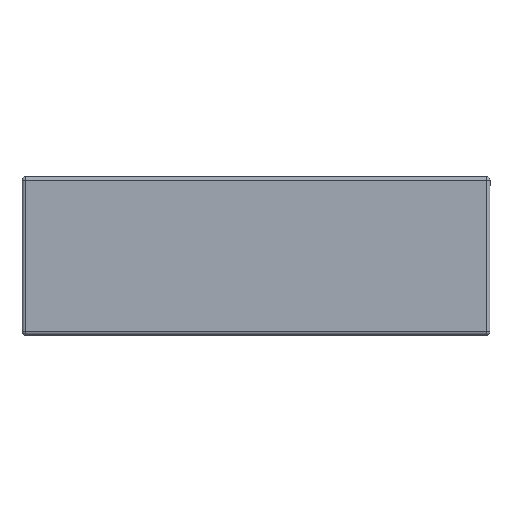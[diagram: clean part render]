
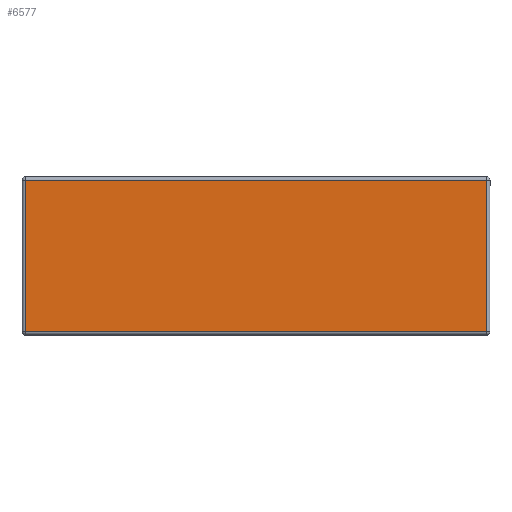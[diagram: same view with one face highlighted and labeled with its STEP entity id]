
A CAD part, top view. The second image highlights one B-rep face of the part: STEP entity #6577.
In plain terms, the highlighted planar face has unit normal (0, 0, 1).
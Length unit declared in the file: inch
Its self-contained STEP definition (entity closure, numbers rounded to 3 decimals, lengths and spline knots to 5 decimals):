
#797=PLANE('',#7183);
#856=LINE('',#9905,#1090);
#860=LINE('',#9918,#1094);
#862=LINE('',#9921,#1096);
#864=LINE('',#9924,#1098);
#1090=VECTOR('',#8034,0.3937);
#1094=VECTOR('',#8050,0.3937);
#1096=VECTOR('',#8054,0.3937);
#1098=VECTOR('',#8058,0.3937);
#1522=FACE_OUTER_BOUND('',#2038,.T.);
#2038=EDGE_LOOP('',(#4605,#4606,#4607,#4608));
#2987=VERTEX_POINT('',#9869);
#2993=VERTEX_POINT('',#9886);
#2996=VERTEX_POINT('',#9896);
#2999=VERTEX_POINT('',#9909);
#3547=EDGE_CURVE('',#2987,#2996,#856,.T.);
#3554=EDGE_CURVE('',#2996,#2999,#860,.T.);
#3556=EDGE_CURVE('',#2999,#2993,#862,.T.);
#3558=EDGE_CURVE('',#2993,#2987,#864,.T.);
#4605=ORIENTED_EDGE('',*,*,#3547,.F.);
#4606=ORIENTED_EDGE('',*,*,#3558,.F.);
#4607=ORIENTED_EDGE('',*,*,#3556,.F.);
#4608=ORIENTED_EDGE('',*,*,#3554,.F.);
#6577=ADVANCED_FACE('',(#1522),#797,.T.);
#7183=AXIS2_PLACEMENT_3D('',#9940,#8080,#8081);
#8034=DIRECTION('',(-1.,0.,0.));
#8050=DIRECTION('',(0.,1.,0.));
#8054=DIRECTION('',(1.,0.,0.));
#8058=DIRECTION('',(0.,-1.,0.));
#8080=DIRECTION('center_axis',(0.,0.,1.));
#8081=DIRECTION('ref_axis',(1.,0.,0.));
#9869=CARTESIAN_POINT('',(35.75,-11.75,3.75));
#9886=CARTESIAN_POINT('',(35.75,11.75,3.75));
#9896=CARTESIAN_POINT('',(-35.75,-11.75,3.75));
#9905=CARTESIAN_POINT('',(-18.125,-11.75,3.75));
#9909=CARTESIAN_POINT('',(-35.75,11.75,3.75));
#9918=CARTESIAN_POINT('',(-35.75,6.125,3.75));
#9921=CARTESIAN_POINT('',(18.125,11.75,3.75));
#9924=CARTESIAN_POINT('',(35.75,-6.125,3.75));
#9940=CARTESIAN_POINT('Origin',(0.,0.,3.75));
